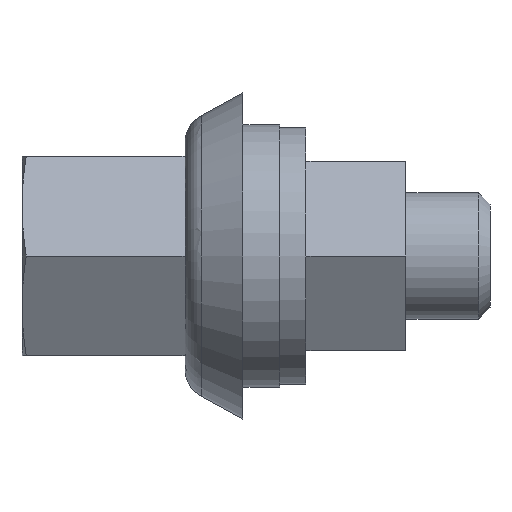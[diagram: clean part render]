
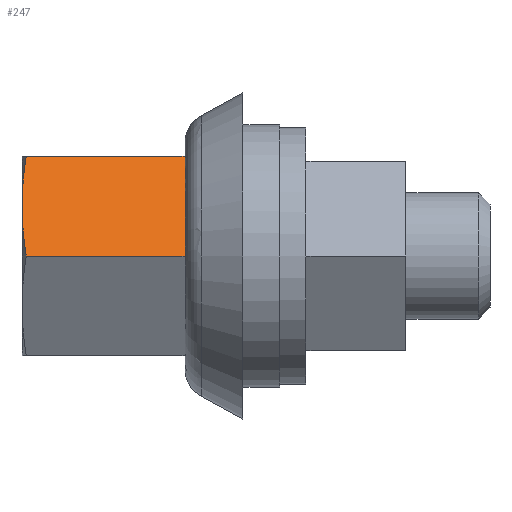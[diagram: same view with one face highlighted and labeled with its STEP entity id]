
A CAD part, front view. The second image highlights one B-rep face of the part: STEP entity #247.
In plain terms, the highlighted planar face has unit normal (0, -0.866, 0.5).
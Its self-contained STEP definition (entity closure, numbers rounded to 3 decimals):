
#247 = ADVANCED_FACE( '', ( #527 ), #528, .T. );
#527 = FACE_OUTER_BOUND( '', #828, .T. );
#528 = PLANE( '', #829 );
#828 = EDGE_LOOP( '', ( #1453, #1454, #1455, #1456, #1457, #1458, #1459 ) );
#829 = AXIS2_PLACEMENT_3D( '', #1460, #1461, #1462 );
#1453 = ORIENTED_EDGE( '', *, *, #1825, .T. );
#1454 = ORIENTED_EDGE( '', *, *, #1743, .T. );
#1455 = ORIENTED_EDGE( '', *, *, #1842, .T. );
#1456 = ORIENTED_EDGE( '', *, *, #1732, .F. );
#1457 = ORIENTED_EDGE( '', *, *, #1905, .F. );
#1458 = ORIENTED_EDGE( '', *, *, #1850, .F. );
#1459 = ORIENTED_EDGE( '', *, *, #1880, .F. );
#1460 = CARTESIAN_POINT( '', ( -21., -5.485, 9.5 ) );
#1461 = DIRECTION( '', ( 0., -0.866, 0.5 ) );
#1462 = DIRECTION( '', ( 0., -0.5, -0.866 ) );
#1732 = EDGE_CURVE( '', #2064, #2061, #2066, .T. );
#1743 = EDGE_CURVE( '', #2084, #2081, #2085, .T. );
#1825 = EDGE_CURVE( '', #2210, #2084, #2213, .T. );
#1842 = EDGE_CURVE( '', #2081, #2061, #2237, .T. );
#1850 = EDGE_CURVE( '', #2246, #2248, #2249, .T. );
#1880 = EDGE_CURVE( '', #2210, #2246, #2285, .T. );
#1905 = EDGE_CURVE( '', #2248, #2064, #2313, .T. );
#2061 = VERTEX_POINT( '', #2526 );
#2064 = VERTEX_POINT( '', #2530 );
#2066 = LINE( '', #2532, #2533 );
#2081 = VERTEX_POINT( '', #2552 );
#2084 = VERTEX_POINT( '', #2560 );
#2085 = B_SPLINE_CURVE_WITH_KNOTS( '', 3, ( #2561, #2562, #2563, #2564, #2565, #2566 ), .UNSPECIFIED., .F., .F., ( 4, 2, 4 ), ( 0.005, 0.008, 0.011 ), .UNSPECIFIED. );
#2210 = VERTEX_POINT( '', #2751 );
#2213 = B_SPLINE_CURVE_WITH_KNOTS( '', 3, ( #2759, #2760, #2761, #2762, #2763, #2764 ), .UNSPECIFIED., .F., .F., ( 4, 2, 4 ), ( 0., 0.003, 0.005 ), .UNSPECIFIED. );
#2237 = LINE( '', #2802, #2803 );
#2246 = VERTEX_POINT( '', #2814 );
#2248 = VERTEX_POINT( '', #2817 );
#2249 = LINE( '', #2818, #2819 );
#2285 = LINE( '', #2875, #2876 );
#2313 = LINE( '', #2927, #2928 );
#2526 = CARTESIAN_POINT( '', ( -5.5, -10.97, 0. ) );
#2530 = CARTESIAN_POINT( '', ( -5.5, -10.71, 0.45 ) );
#2532 = CARTESIAN_POINT( '', ( -5.5, -5.485, 9.5 ) );
#2533 = VECTOR( '', #3088, 1000. );
#2552 = CARTESIAN_POINT( '', ( -20.606, -10.97, 0. ) );
#2560 = CARTESIAN_POINT( '', ( -21., -8.227, 4.75 ) );
#2561 = CARTESIAN_POINT( '', ( -21., -8.227, 4.75 ) );
#2562 = CARTESIAN_POINT( '', ( -21., -8.684, 3.958 ) );
#2563 = CARTESIAN_POINT( '', ( -20.964, -9.141, 3.167 ) );
#2564 = CARTESIAN_POINT( '', ( -20.828, -10.056, 1.583 ) );
#2565 = CARTESIAN_POINT( '', ( -20.729, -10.513, 0.792 ) );
#2566 = CARTESIAN_POINT( '', ( -20.606, -10.97, 0. ) );
#2751 = CARTESIAN_POINT( '', ( -20.606, -5.485, 9.5 ) );
#2759 = CARTESIAN_POINT( '', ( -20.606, -5.485, 9.5 ) );
#2760 = CARTESIAN_POINT( '', ( -20.729, -5.942, 8.708 ) );
#2761 = CARTESIAN_POINT( '', ( -20.828, -6.399, 7.917 ) );
#2762 = CARTESIAN_POINT( '', ( -20.964, -7.313, 6.333 ) );
#2763 = CARTESIAN_POINT( '', ( -21., -7.77, 5.542 ) );
#2764 = CARTESIAN_POINT( '', ( -21., -8.227, 4.75 ) );
#2802 = CARTESIAN_POINT( '', ( -21., -10.97, 0. ) );
#2803 = VECTOR( '', #3212, 1000. );
#2814 = CARTESIAN_POINT( '', ( -5.5, -5.485, 9.5 ) );
#2817 = CARTESIAN_POINT( '', ( -5.5, -5.745, 9.05 ) );
#2818 = CARTESIAN_POINT( '', ( -5.5, -5.485, 9.5 ) );
#2819 = VECTOR( '', #3219, 1000. );
#2875 = CARTESIAN_POINT( '', ( -21., -5.485, 9.5 ) );
#2876 = VECTOR( '', #3248, 1000. );
#2927 = CARTESIAN_POINT( '', ( -5.5, -5.485, 9.5 ) );
#2928 = VECTOR( '', #3266, 1000. );
#3088 = DIRECTION( '', ( 0., -0.5, -0.866 ) );
#3212 = DIRECTION( '', ( 1., 0., 0. ) );
#3219 = DIRECTION( '', ( 0., -0.5, -0.866 ) );
#3248 = DIRECTION( '', ( 1., 0., 0. ) );
#3266 = DIRECTION( '', ( 0., -0.5, -0.866 ) );
